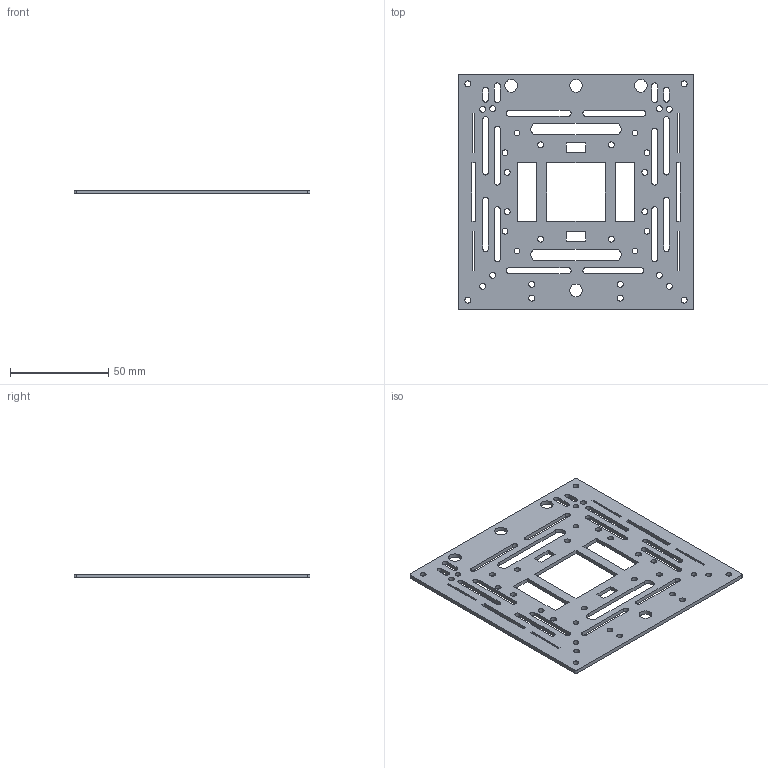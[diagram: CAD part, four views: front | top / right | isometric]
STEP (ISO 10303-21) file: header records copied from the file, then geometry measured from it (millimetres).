
FILE_DESCRIPTION(/* description */ (''),/* implementation_level */ '2;1');
FILE_NAME(/* name */ '',/* time_stamp */ '2025-07-08T12:53:39+08:00',/* author */ (''),/* organization */ (''),/* preprocessor_version */ 'ST-DEVELOPER v20.1',/* originating_system */ 'Autodesk Translation Framework v14.10.0.0',/* authorisation */ '');
FILE_SCHEMA (('AUTOMOTIVE_DESIGN { 1 0 10303 214 3 1 1 }'));
Length unit declared in the file: millimetre
Products named in the file (2): 电脑雷达相机安装板; 零部件3
Assembly tree (1 placements, depth 2):
  电脑雷达相机安装板
    零部件3
Bounding box: 120 x 120 x 2 mm (x, y, z)
Volume: 21171.8 mm3; surface area: 26244 mm2
Topology: 1 solids, 1 shells, 162 faces, 480 edges, 320 vertices
Faces by surface type: plane 86, cylinder 76
Full cylindrical faces by diameter (mm): 3 x32, 6.4 x4
Entity records: 5776 total; most frequent: CARTESIAN_POINT 965, DIRECTION 962, ORIENTED_EDGE 960, EDGE_CURVE 480, LINE 328, VECTOR 328, VERTEX_POINT 320, AXIS2_PLACEMENT_3D 317
